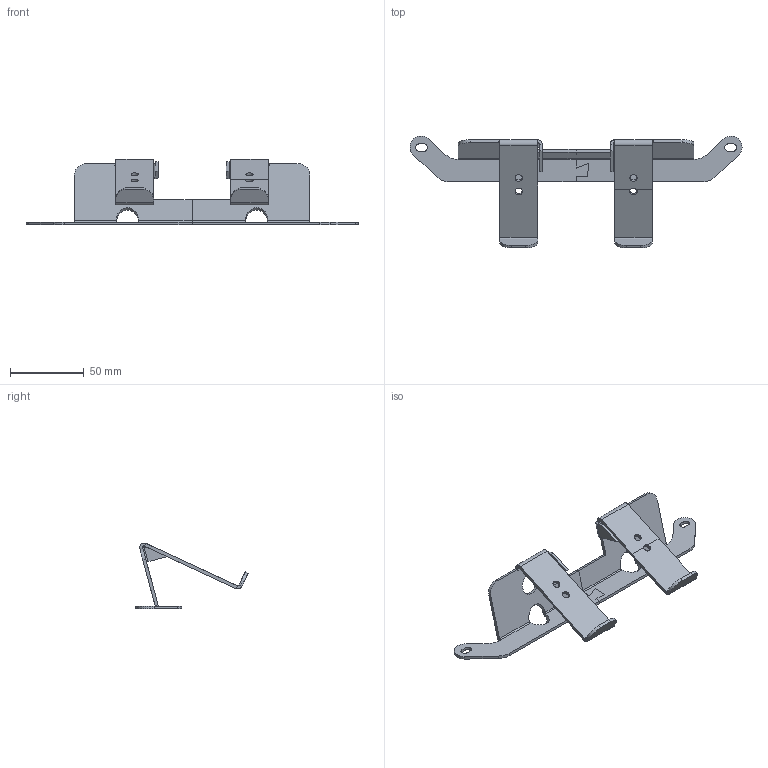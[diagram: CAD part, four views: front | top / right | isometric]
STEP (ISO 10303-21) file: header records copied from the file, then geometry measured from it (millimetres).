
FILE_DESCRIPTION(('FreeCAD Model'),'2;1');
FILE_NAME('Support Compteur.step', '2019-10-25T14:54:20',('Author'),(''), 'Open CASCADE STEP processor 7.3','FreeCAD','Unknown');
FILE_SCHEMA(('AUTOMOTIVE_DESIGN { 1 0 10303 214 1 1 1 1 }'));
Length unit declared in the file: millimetre
Products named in the file (1): Slice
Bounding box: 224.51 x 75.77 x 44.63 mm (x, y, z)
Volume: 25370.3 mm3; surface area: 28248.3 mm2
Topology: 2 solids, 2 shells, 135 faces, 352 edges, 216 vertices
Faces by surface type: plane 91, cylinder 44
Full cylindrical faces by diameter (mm): 5 x4, 14 x2, 15 x2
Entity records: 9424 total; most frequent: CARTESIAN_POINT 2414, DIRECTION 1286, LINE 782, VECTOR 782, ORIENTED_EDGE 704, PCURVE 704, DEFINITIONAL_REPRESENTATION 704, EDGE_CURVE 352
